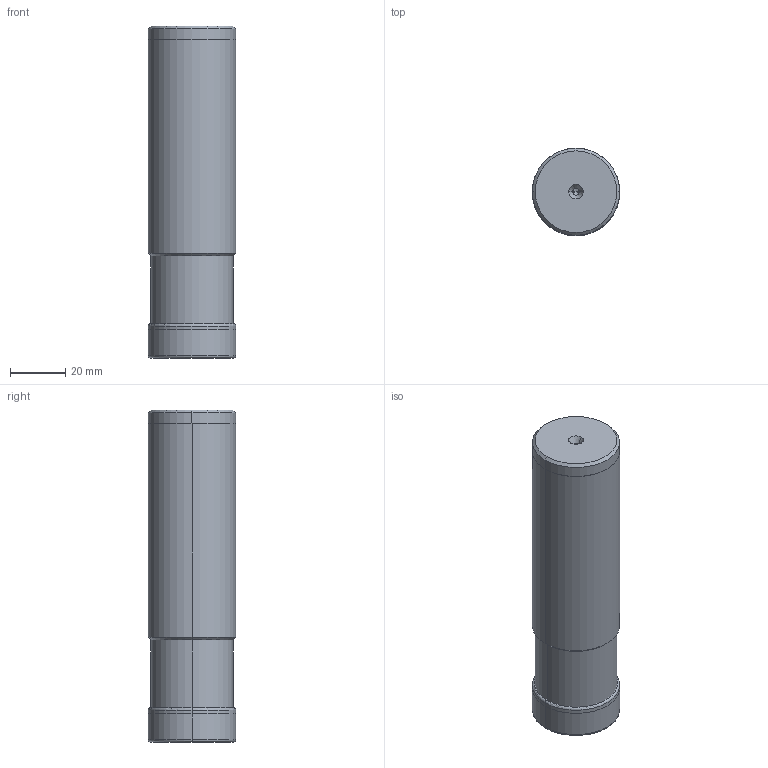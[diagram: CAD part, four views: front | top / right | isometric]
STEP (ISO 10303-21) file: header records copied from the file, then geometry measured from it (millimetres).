
FILE_DESCRIPTION(/* description */ (''),/* implementation_level */ '2;1');
FILE_NAME(/* name */ 'ASX400R202W20_IR0_031.stp',/* time_stamp */ '2025-07-03T15:23:37+09:00',/* author */ (''),/* organization */ (''),/* preprocessor_version */ 'ST-DEVELOPER v18.101',/* originating_system */ 'SIEMENS PLM Software NX 2011',/* authorisation */ '');
FILE_SCHEMA (('AUTOMOTIVE_DESIGN { 1 0 10303 214 3 1 1 1 }'));
Length unit declared in the file: millimetre
Products named in the file (1): ASX400R202W20_IR0_031_ASM
Bounding box: 31.75 x 31.75 x 120.65 mm (x, y, z)
Volume: 99825.6 mm3; surface area: 16071 mm2
Topology: 2 solids, 2 shells, 64 faces, 150 edges, 103 vertices
Faces by surface type: cone 38, cylinder 14, torus 8, plane 4
Entity records: 1955 total; most frequent: DIRECTION 358, CARTESIAN_POINT 357, ORIENTED_EDGE 264, AXIS2_PLACEMENT_3D 148, EDGE_CURVE 132, CIRCLE 76, VERTEX_POINT 74, EDGE_LOOP 68
